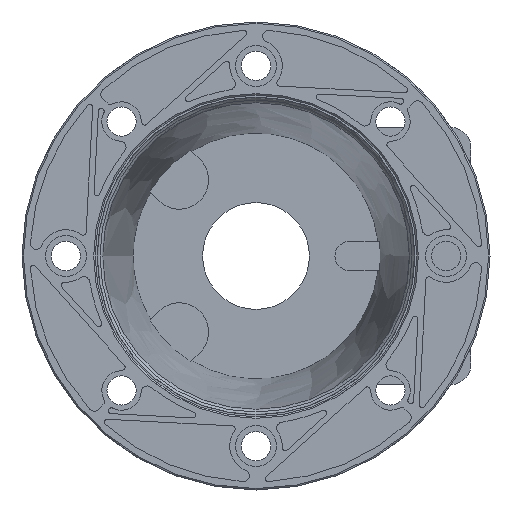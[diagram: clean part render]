
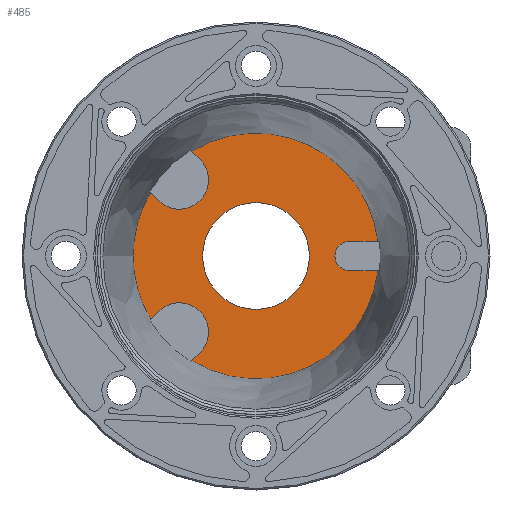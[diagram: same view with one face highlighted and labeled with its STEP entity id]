
A CAD part, left-side view. The second image highlights one B-rep face of the part: STEP entity #485.
In plain terms, the highlighted planar face has unit normal (-1, 0, 0).
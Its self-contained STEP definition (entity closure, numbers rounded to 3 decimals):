
#262=CARTESIAN_POINT('',(45.687,6.856,0.0));
#263=VERTEX_POINT('',#262);
#270=CARTESIAN_POINT('',(45.687,0.84,21.665));
#271=VERTEX_POINT('',#270);
#272=CARTESIAN_POINT('',(45.687,-35.167,0.0));
#273=DIRECTION('',(1.0,0.0,0.0));
#274=DIRECTION('',(0.0,1.0,0.0));
#275=AXIS2_PLACEMENT_3D('',#272,#273,#274);
#276=CIRCLE('',#275,42.023);
#277=EDGE_CURVE('',#263,#271,#276,.T.);
#296=CARTESIAN_POINT('',(45.687,-13.253,35.857));
#297=VERTEX_POINT('',#296);
#304=CARTESIAN_POINT('',(45.687,-76.892,5.));
#305=VERTEX_POINT('',#304);
#306=CARTESIAN_POINT('',(45.687,-35.167,0.0));
#307=DIRECTION('',(1.0,0.0,0.0));
#308=DIRECTION('',(0.0,1.0,0.0));
#309=AXIS2_PLACEMENT_3D('',#306,#307,#308);
#310=CIRCLE('',#309,42.023);
#311=EDGE_CURVE('',#297,#305,#310,.T.);
#330=CARTESIAN_POINT('',(45.687,-76.892,-5.));
#331=VERTEX_POINT('',#330);
#338=CARTESIAN_POINT('',(45.687,-13.253,-35.857));
#339=VERTEX_POINT('',#338);
#340=CARTESIAN_POINT('',(45.687,-35.167,0.0));
#341=DIRECTION('',(1.0,0.0,0.0));
#342=DIRECTION('',(0.0,1.0,0.0));
#343=AXIS2_PLACEMENT_3D('',#340,#341,#342);
#344=CIRCLE('',#343,42.023);
#345=EDGE_CURVE('',#331,#339,#344,.T.);
#364=CARTESIAN_POINT('',(45.687,0.84,-21.666));
#365=VERTEX_POINT('',#364);
#372=CARTESIAN_POINT('',(45.687,-35.167,0.0));
#373=DIRECTION('',(1.0,0.0,0.0));
#374=DIRECTION('',(0.0,1.0,0.0));
#375=AXIS2_PLACEMENT_3D('',#372,#373,#374);
#376=CIRCLE('',#375,42.023);
#377=EDGE_CURVE('',#365,#263,#376,.T.);
#385=CARTESIAN_POINT('',(45.687,48.879,-84.046));
#386=DIRECTION('',(1.0,0.0,0.0));
#387=DIRECTION('',(0.0,0.0,1.0));
#388=AXIS2_PLACEMENT_3D('',#385,#386,#387);
#389=PLANE('',#388);
#390=CARTESIAN_POINT('',(45.687,-1.896,-18.929));
#391=VERTEX_POINT('',#390);
#392=CARTESIAN_POINT('',(45.687,-16.039,-33.071));
#393=VERTEX_POINT('',#392);
#394=CARTESIAN_POINT('',(45.687,-8.967,-26.));
#395=DIRECTION('',(1.,0.0,0.0));
#396=DIRECTION('',(0.0,0.,1.));
#397=AXIS2_PLACEMENT_3D('',#394,#395,#396);
#398=CIRCLE('',#397,10.);
#399=EDGE_CURVE('',#391,#393,#398,.T.);
#400=ORIENTED_EDGE('',*,*,#399,.T.);
#401=CARTESIAN_POINT('',(45.687,-16.039,-33.071));
#402=DIRECTION('',(0.0,0.707,-0.707));
#403=VECTOR('',#402,3.939);
#404=LINE('',#401,#403);
#405=EDGE_CURVE('',#393,#339,#404,.T.);
#406=ORIENTED_EDGE('',*,*,#405,.T.);
#407=ORIENTED_EDGE('',*,*,#345,.F.);
#408=CARTESIAN_POINT('',(45.687,-67.167,-5.));
#409=VERTEX_POINT('',#408);
#410=CARTESIAN_POINT('',(45.687,-67.167,-5.));
#411=DIRECTION('',(0.0,-1.,0.));
#412=VECTOR('',#411,9.725);
#413=LINE('',#410,#412);
#414=EDGE_CURVE('',#409,#331,#413,.T.);
#415=ORIENTED_EDGE('',*,*,#414,.F.);
#416=CARTESIAN_POINT('',(45.687,-67.167,5.));
#417=VERTEX_POINT('',#416);
#418=CARTESIAN_POINT('',(45.687,-67.167,0.));
#419=DIRECTION('',(1.,0.0,0.0));
#420=DIRECTION('',(0.0,0.,1.));
#421=AXIS2_PLACEMENT_3D('',#418,#419,#420);
#422=CIRCLE('',#421,5.);
#423=EDGE_CURVE('',#409,#417,#422,.T.);
#424=ORIENTED_EDGE('',*,*,#423,.T.);
#425=CARTESIAN_POINT('',(45.687,-67.167,5.));
#426=DIRECTION('',(0.0,-1.,0.));
#427=VECTOR('',#426,9.725);
#428=LINE('',#425,#427);
#429=EDGE_CURVE('',#417,#305,#428,.T.);
#430=ORIENTED_EDGE('',*,*,#429,.T.);
#431=ORIENTED_EDGE('',*,*,#311,.F.);
#432=CARTESIAN_POINT('',(45.687,-16.039,33.071));
#433=VERTEX_POINT('',#432);
#434=CARTESIAN_POINT('',(45.687,-16.039,33.071));
#435=DIRECTION('',(0.0,0.707,0.707));
#436=VECTOR('',#435,3.939);
#437=LINE('',#434,#436);
#438=EDGE_CURVE('',#433,#297,#437,.T.);
#439=ORIENTED_EDGE('',*,*,#438,.F.);
#440=CARTESIAN_POINT('',(45.687,-1.896,18.929));
#441=VERTEX_POINT('',#440);
#442=CARTESIAN_POINT('',(45.687,-8.967,26.));
#443=DIRECTION('',(1.,0.0,0.0));
#444=DIRECTION('',(0.0,0.,1.));
#445=AXIS2_PLACEMENT_3D('',#442,#443,#444);
#446=CIRCLE('',#445,10.);
#447=EDGE_CURVE('',#433,#441,#446,.T.);
#448=ORIENTED_EDGE('',*,*,#447,.T.);
#449=CARTESIAN_POINT('',(45.687,-1.896,18.929));
#450=DIRECTION('',(0.0,0.707,0.707));
#451=VECTOR('',#450,3.87);
#452=LINE('',#449,#451);
#453=EDGE_CURVE('',#441,#271,#452,.T.);
#454=ORIENTED_EDGE('',*,*,#453,.T.);
#455=ORIENTED_EDGE('',*,*,#277,.F.);
#456=ORIENTED_EDGE('',*,*,#377,.F.);
#457=CARTESIAN_POINT('',(45.687,-1.896,-18.929));
#458=DIRECTION('',(0.0,0.707,-0.707));
#459=VECTOR('',#458,3.87);
#460=LINE('',#457,#459);
#461=EDGE_CURVE('',#391,#365,#460,.T.);
#462=ORIENTED_EDGE('',*,*,#461,.F.);
#463=EDGE_LOOP('',(#400,#406,#407,#415,#424,#430,#431,#439,#448,#454,#455,#456,#462));
#464=FACE_OUTER_BOUND('',#463,.T.);
#465=CARTESIAN_POINT('',(45.687,-35.167,18.25));
#466=VERTEX_POINT('',#465);
#467=CARTESIAN_POINT('',(45.687,-35.167,-18.25));
#468=VERTEX_POINT('',#467);
#469=CARTESIAN_POINT('',(45.687,-35.167,0.0));
#470=DIRECTION('',(1.0,0.0,0.0));
#471=DIRECTION('',(0.0,0.0,1.0));
#472=AXIS2_PLACEMENT_3D('',#469,#470,#471);
#473=CIRCLE('',#472,18.25);
#474=EDGE_CURVE('',#466,#468,#473,.T.);
#475=ORIENTED_EDGE('',*,*,#474,.T.);
#476=CARTESIAN_POINT('',(45.687,-35.167,0.0));
#477=DIRECTION('',(1.0,0.0,0.0));
#478=DIRECTION('',(0.0,0.0,1.0));
#479=AXIS2_PLACEMENT_3D('',#476,#477,#478);
#480=CIRCLE('',#479,18.25);
#481=EDGE_CURVE('',#468,#466,#480,.T.);
#482=ORIENTED_EDGE('',*,*,#481,.T.);
#483=EDGE_LOOP('',(#475,#482));
#484=FACE_BOUND('',#483,.T.);
#485=ADVANCED_FACE('',(#464,#484),#389,.F.);
